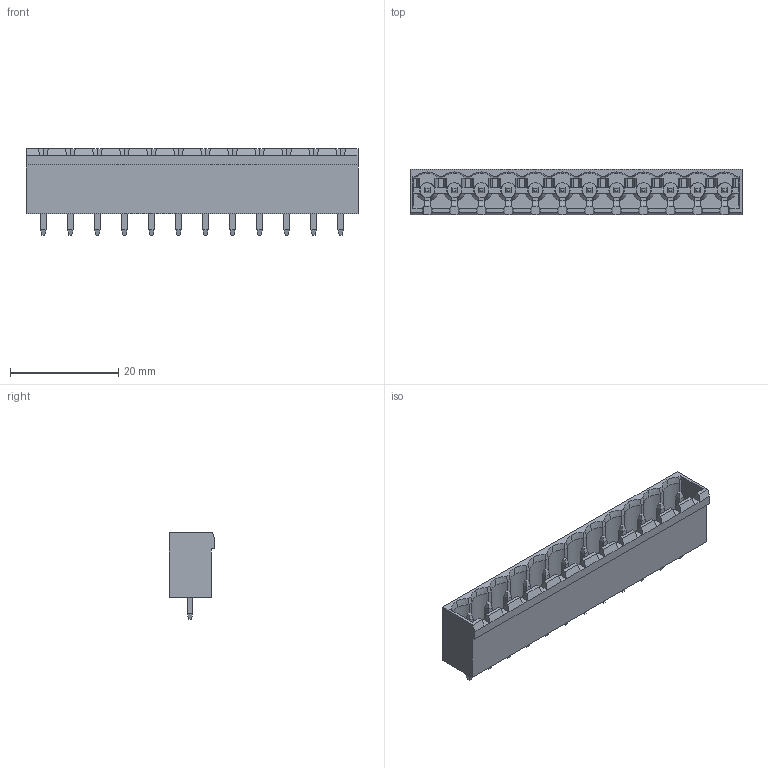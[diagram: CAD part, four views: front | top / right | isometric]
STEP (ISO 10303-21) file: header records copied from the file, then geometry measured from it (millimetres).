
FILE_DESCRIPTION(('FreeCAD Model'),'2;1');
FILE_NAME('Open CASCADE Shape Model','2024-11-18T14:12:43',(''),(''), 'Open CASCADE STEP processor 7.6','FreeCAD','Unknown');
FILE_SCHEMA(('AUTOMOTIVE_DESIGN { 1 0 10303 214 1 1 1 1 }'));
Length unit declared in the file: millimetre
Products named in the file (1): CUI_DEVICES_TBP04R2-500-12BE
Bounding box: 61.4 x 8.5 x 16 mm (x, y, z)
Volume: 2461 mm3; surface area: 5234.5 mm2
Topology: 1 solids, 1 shells, 873 faces, 2344 edges, 1485 vertices
Faces by surface type: plane 765, cone 72, cylinder 36
Entity records: 32950 total; most frequent: CARTESIAN_POINT 5111, ORIENTED_EDGE 4688, DIRECTION 4212, EDGE_CURVE 2344, LINE 2032, VECTOR 2032, VERTEX_POINT 1485, AXIS2_PLACEMENT_3D 1090
